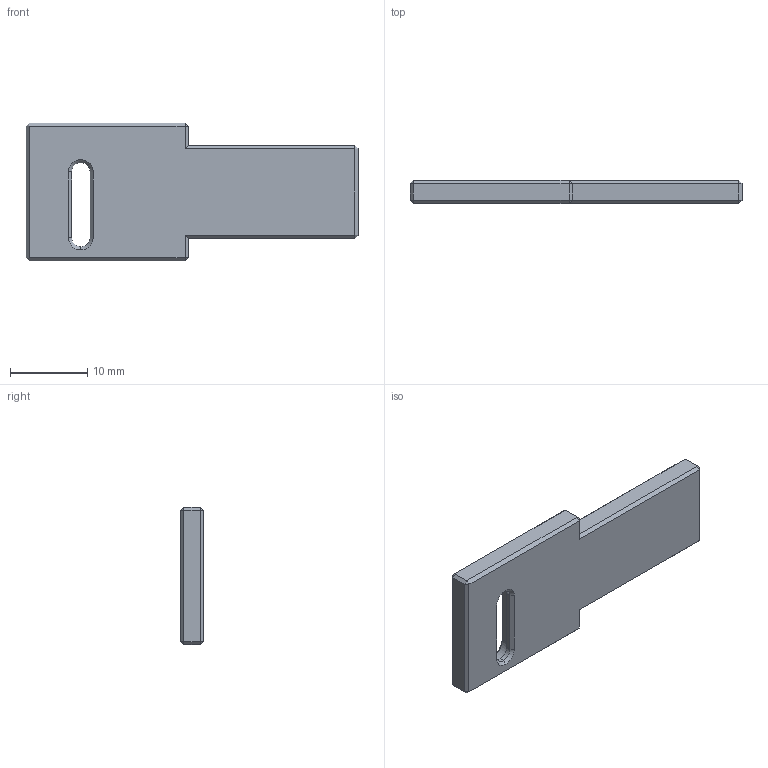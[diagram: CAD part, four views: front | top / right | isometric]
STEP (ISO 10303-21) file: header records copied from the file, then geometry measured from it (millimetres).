
FILE_DESCRIPTION (( 'STEP AP214' ), '1' );
FILE_NAME ('Tray-2mm.STEP', '2024-09-03T16:28:25', ( '' ), ( '' ), 'SwSTEP 2.0', 'SolidWorks 2024', '' );
FILE_SCHEMA (( 'AUTOMOTIVE_DESIGN' ));
Length unit declared in the file: millimetre
Products named in the file (1): Tray-2mm
Bounding box: 43 x 3 x 17.8 mm (x, y, z)
Volume: 1471.2 mm3; surface area: 1662.5 mm2
Topology: 1 solids, 1 shells, 70 faces, 151 edges, 84 vertices
Faces by surface type: plane 58, cone 6, cylinder 6
Entity records: 1840 total; most frequent: DIRECTION 311, CARTESIAN_POINT 306, ORIENTED_EDGE 302, EDGE_CURVE 151, LINE 133, VECTOR 133, AXIS2_PLACEMENT_3D 89, VERTEX_POINT 84
